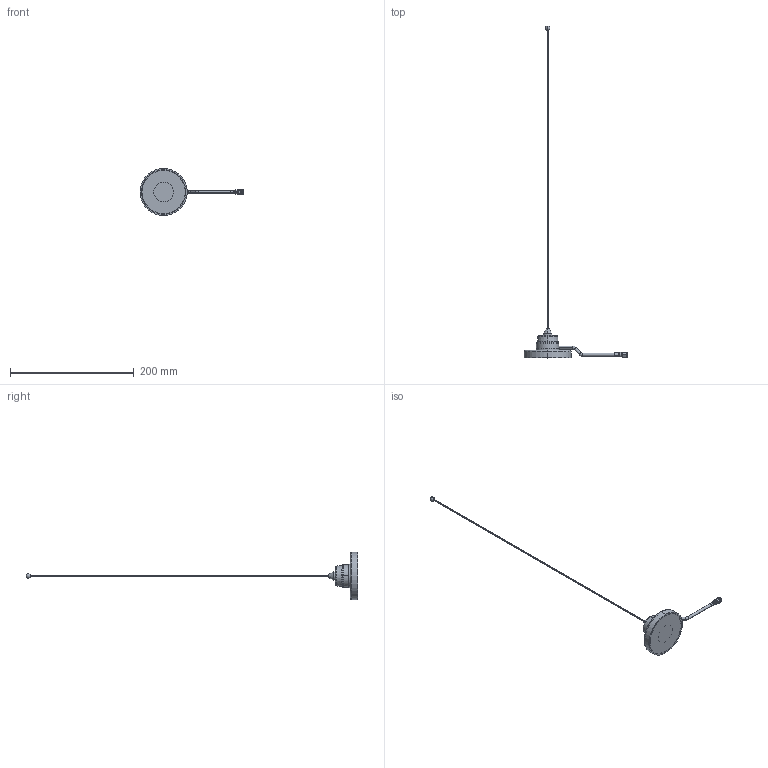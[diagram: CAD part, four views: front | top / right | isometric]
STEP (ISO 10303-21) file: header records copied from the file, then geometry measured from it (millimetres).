
FILE_DESCRIPTION (( 'STEP AP214' ), '1' );
FILE_NAME ('FMANMOB1005-SM_3D.step', '2023-03-15T17:34:39', ( '' ), ( '' ), 'SwSTEP 2.0', 'SolidWorks 2022', '' );
FILE_SCHEMA (( 'AUTOMOTIVE_DESIGN' ));
Length unit declared in the file: inch
Products named in the file (6): Copy of HeatShrink-195_230124^FMMA1-SMA10; 1083 230124; FMANMOB1005-SM_3D; Copy of SMA M 230124^FMMA1-SMA10; Copy of NMO Base w Cable^FMMA1-SMA10; FMMA1-SMA10
Assembly tree (5 placements, depth 3):
  FMANMOB1005-SM_3D
    FMMA1-SMA10
      Copy of NMO Base w Cable^FMMA1-SMA10
      Copy of HeatShrink-195_230124^FMMA1-SMA10
      Copy of SMA M 230124^FMMA1-SMA10
    1083 230124
Bounding box: 167.53 x 535.48 x 76 mm (x, y, z)
Volume: 71505.3 mm3; surface area: 48959.9 mm2
Topology: 10 solids, 10 shells, 264 faces, 619 edges, 388 vertices
Faces by surface type: cylinder 123, plane 68, cone 43, torus 16, bspline 12, sphere 2
Entity records: 12338 total; most frequent: CARTESIAN_POINT 4246, DIRECTION 1334, ORIENTED_EDGE 1226, EDGE_CURVE 613, AXIS2_PLACEMENT_3D 565, VERTEX_POINT 388, CIRCLE 304, EDGE_LOOP 301
